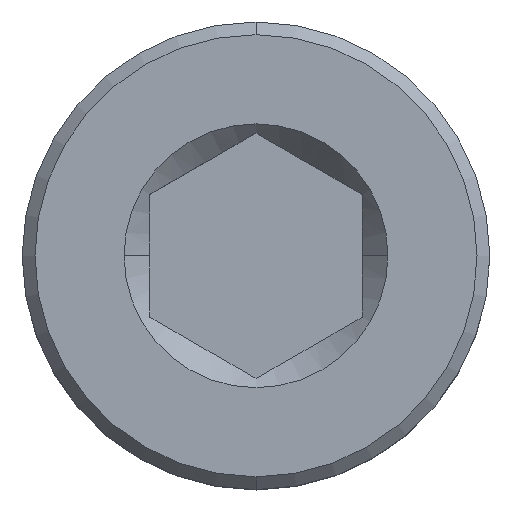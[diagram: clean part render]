
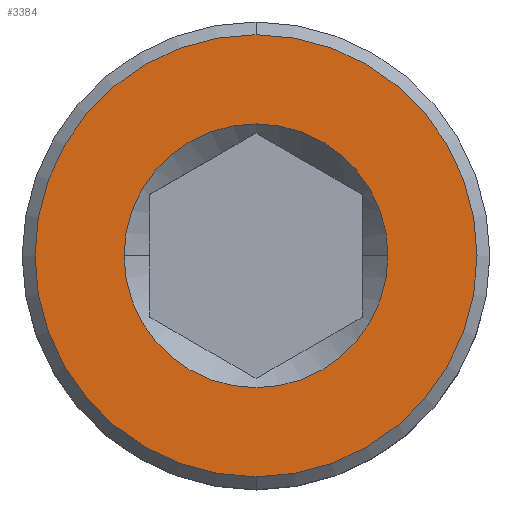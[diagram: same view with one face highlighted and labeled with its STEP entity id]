
A CAD part, top view. The second image highlights one B-rep face of the part: STEP entity #3384.
In plain terms, the highlighted planar face has unit normal (0, 0, 1).
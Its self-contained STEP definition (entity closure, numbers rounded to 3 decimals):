
#103 = EDGE_CURVE ( 'NONE', #4180, #1973, #265, .T. ) ;
#134 = DIRECTION ( 'NONE',  ( 0., 1., 0. ) ) ;
#143 = CARTESIAN_POINT ( 'NONE',  ( 0., 2.6, 31.5 ) ) ;
#243 = FACE_OUTER_BOUND ( 'NONE', #3339, .T. ) ;
#265 = CIRCLE ( 'NONE', #6521, 1.552 ) ;
#285 = EDGE_CURVE ( 'NONE', #4859, #3817, #3480, .T. ) ;
#363 = DIRECTION ( 'NONE',  ( 0., 0., 1. ) ) ;
#467 = AXIS2_PLACEMENT_3D ( 'NONE', #2414, #4233, #134 ) ;
#526 = DIRECTION ( 'NONE',  ( 0., 0., -1. ) ) ;
#608 = DIRECTION ( 'NONE',  ( 0., 0., 1. ) ) ;
#638 = CARTESIAN_POINT ( 'NONE',  ( 0., 0., 31.5 ) ) ;
#707 = CARTESIAN_POINT ( 'NONE',  ( 0., 0., 31.5 ) ) ;
#719 = CARTESIAN_POINT ( 'NONE',  ( -1.552, 0., 31.5 ) ) ;
#1170 = AXIS2_PLACEMENT_3D ( 'NONE', #3969, #526, #6315 ) ;
#1298 = DIRECTION ( 'NONE',  ( 1., 0., 0. ) ) ;
#1445 = EDGE_CURVE ( 'NONE', #3817, #4859, #1725, .T. ) ;
#1725 = CIRCLE ( 'NONE', #1170, 2.6 ) ;
#1795 = DIRECTION ( 'NONE',  ( 1., 0., 0. ) ) ;
#1973 = VERTEX_POINT ( 'NONE', #6186 ) ;
#2048 = ORIENTED_EDGE ( 'NONE', *, *, #103, .F. ) ;
#2414 = CARTESIAN_POINT ( 'NONE',  ( 0., 0., 31.5 ) ) ;
#2534 = AXIS2_PLACEMENT_3D ( 'NONE', #638, #4251, #1298 ) ;
#2694 = DIRECTION ( 'NONE',  ( 0., -1., 0. ) ) ;
#2860 = EDGE_CURVE ( 'NONE', #1973, #4180, #3835, .T. ) ;
#3339 = EDGE_LOOP ( 'NONE', ( #6113, #3827 ) ) ;
#3384 = ADVANCED_FACE ( 'NONE', ( #4848, #243 ), #7357, .T. ) ;
#3480 = CIRCLE ( 'NONE', #467, 2.6 ) ;
#3817 = VERTEX_POINT ( 'NONE', #143 ) ;
#3827 = ORIENTED_EDGE ( 'NONE', *, *, #285, .F. ) ;
#3835 = CIRCLE ( 'NONE', #2534, 1.552 ) ;
#3969 = CARTESIAN_POINT ( 'NONE',  ( 0., 0., 31.5 ) ) ;
#4180 = VERTEX_POINT ( 'NONE', #719 ) ;
#4233 = DIRECTION ( 'NONE',  ( 0., 0., -1. ) ) ;
#4251 = DIRECTION ( 'NONE',  ( 0., 0., 1. ) ) ;
#4848 = FACE_BOUND ( 'NONE', #6099, .T. ) ;
#4859 = VERTEX_POINT ( 'NONE', #5018 ) ;
#5018 = CARTESIAN_POINT ( 'NONE',  ( 0., -2.6, 31.5 ) ) ;
#5062 = CARTESIAN_POINT ( 'NONE',  ( 0., 0., 31.5 ) ) ;
#5113 = ORIENTED_EDGE ( 'NONE', *, *, #2860, .F. ) ;
#6099 = EDGE_LOOP ( 'NONE', ( #5113, #2048 ) ) ;
#6113 = ORIENTED_EDGE ( 'NONE', *, *, #1445, .F. ) ;
#6186 = CARTESIAN_POINT ( 'NONE',  ( 1.552, 0., 31.5 ) ) ;
#6225 = AXIS2_PLACEMENT_3D ( 'NONE', #5062, #363, #2694 ) ;
#6315 = DIRECTION ( 'NONE',  ( 0., 1., 0. ) ) ;
#6521 = AXIS2_PLACEMENT_3D ( 'NONE', #707, #608, #1795 ) ;
#7357 = PLANE ( 'NONE',  #6225 ) ;
